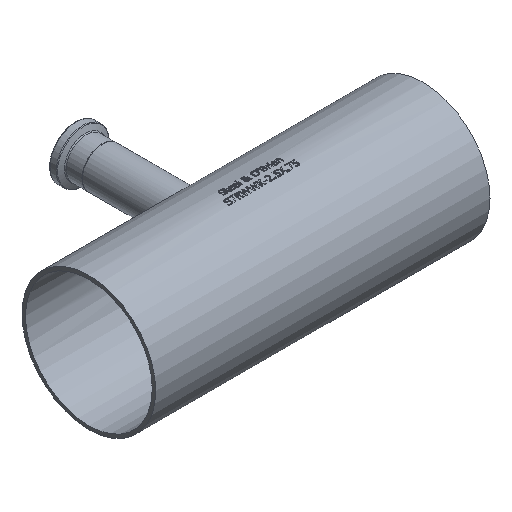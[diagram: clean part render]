
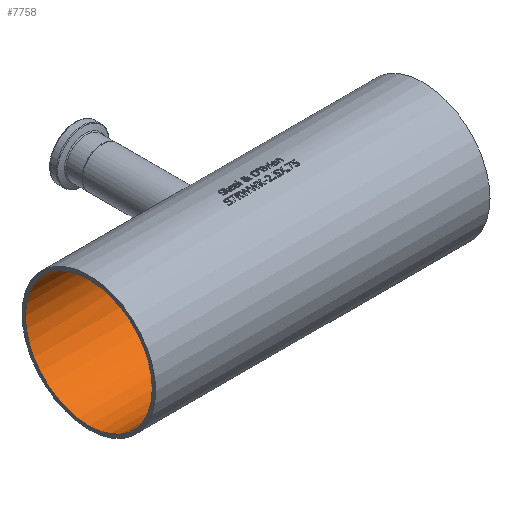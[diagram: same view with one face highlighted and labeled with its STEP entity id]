
A CAD part, isometric view. The second image highlights one B-rep face of the part: STEP entity #7758.
In plain terms, the highlighted cylindrical face has radius 30.099 mm (diameter 60.198 mm), a full revolution.
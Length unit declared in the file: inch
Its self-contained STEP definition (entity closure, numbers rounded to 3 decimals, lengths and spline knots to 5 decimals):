
#164=FACE_BOUND('',#1453,.T.);
#165=FACE_BOUND('',#1454,.T.);
#166=FACE_BOUND('',#1455,.T.);
#1453=EDGE_LOOP('',(#7217));
#1454=EDGE_LOOP('',(#7218));
#1455=EDGE_LOOP('',(#7219));
#2694=CIRCLE('',#8242,1.185);
#2695=CIRCLE('',#8243,1.185);
#3056=B_SPLINE_CURVE_WITH_KNOTS('',3,(#16768,#16769,#16770,#16771,#16772,
#16773,#16774,#16775,#16776,#16777,#16778,#16779,#16780,#16781,#16782,#16783,
#16784,#16785,#16786,#16787,#16788,#16789,#16790,#16791,#16792,#16793,#16794,
#16795,#16796,#16797,#16798,#16799,#16800,#16801),.UNSPECIFIED.,.T.,.F.,
(4,2,2,2,2,2,2,2,2,2,2,2,2,2,2,2,4),(0.,0.29813,0.59626,
0.89434,1.19241,1.49049,1.78857,2.0867,
2.38483,2.68296,2.98109,3.27916,3.57724,
3.87532,4.1734,4.47153,4.76966),
 .UNSPECIFIED.);
#3818=VERTEX_POINT('',#16767);
#3819=VERTEX_POINT('',#16803);
#3820=VERTEX_POINT('',#16805);
#4953=EDGE_CURVE('',#3818,#3818,#3056,.T.);
#4954=EDGE_CURVE('',#3819,#3819,#2694,.T.);
#4955=EDGE_CURVE('',#3820,#3820,#2695,.T.);
#7217=ORIENTED_EDGE('',*,*,#4953,.T.);
#7218=ORIENTED_EDGE('',*,*,#4954,.F.);
#7219=ORIENTED_EDGE('',*,*,#4955,.F.);
#7270=CYLINDRICAL_SURFACE('',#8241,1.185);
#7758=ADVANCED_FACE('',(#164,#165,#166),#7270,.F.);
#8241=AXIS2_PLACEMENT_3D('',#16802,#9743,#9744);
#8242=AXIS2_PLACEMENT_3D('',#16804,#9745,#9746);
#8243=AXIS2_PLACEMENT_3D('',#16806,#9747,#9748);
#9743=DIRECTION('center_axis',(-1.,0.,0.));
#9744=DIRECTION('ref_axis',(0.,0.,1.));
#9745=DIRECTION('center_axis',(1.,0.,0.));
#9746=DIRECTION('ref_axis',(0.,0.,1.));
#9747=DIRECTION('center_axis',(-1.,0.,0.));
#9748=DIRECTION('ref_axis',(0.,0.,1.));
#16767=CARTESIAN_POINT('',(0.,1.14373,0.31));
#16768=CARTESIAN_POINT('Ctrl Pts',(0.,1.14373,0.31));
#16769=CARTESIAN_POINT('Ctrl Pts',(0.03912,1.14373,
0.31));
#16770=CARTESIAN_POINT('Ctrl Pts',(0.08072,1.14595,
0.30214));
#16771=CARTESIAN_POINT('Ctrl Pts',(0.15704,1.15384,0.27045));
#16772=CARTESIAN_POINT('Ctrl Pts',(0.19178,1.15939,0.24663));
#16773=CARTESIAN_POINT('Ctrl Pts',(0.24662,1.16971,0.19178));
#16774=CARTESIAN_POINT('Ctrl Pts',(0.27045,1.17517,0.15705));
#16775=CARTESIAN_POINT('Ctrl Pts',(0.30215,1.18287,0.08072));
#16776=CARTESIAN_POINT('Ctrl Pts',(0.31,1.185,0.03912));
#16777=CARTESIAN_POINT('Ctrl Pts',(0.31,1.185,-0.03912));
#16778=CARTESIAN_POINT('Ctrl Pts',(0.30215,1.18287,-0.08072));
#16779=CARTESIAN_POINT('Ctrl Pts',(0.27045,1.17517,-0.15705));
#16780=CARTESIAN_POINT('Ctrl Pts',(0.24662,1.16971,-0.19178));
#16781=CARTESIAN_POINT('Ctrl Pts',(0.19178,1.15939,-0.24663));
#16782=CARTESIAN_POINT('Ctrl Pts',(0.15704,1.15384,-0.27045));
#16783=CARTESIAN_POINT('Ctrl Pts',(0.08072,1.14595,
-0.30214));
#16784=CARTESIAN_POINT('Ctrl Pts',(0.03912,1.14373,
-0.31));
#16785=CARTESIAN_POINT('Ctrl Pts',(-0.03912,1.14373,
-0.31));
#16786=CARTESIAN_POINT('Ctrl Pts',(-0.08072,1.14595,
-0.30214));
#16787=CARTESIAN_POINT('Ctrl Pts',(-0.15704,1.15384,
-0.27045));
#16788=CARTESIAN_POINT('Ctrl Pts',(-0.19178,1.15939,
-0.24663));
#16789=CARTESIAN_POINT('Ctrl Pts',(-0.24662,1.16971,
-0.19178));
#16790=CARTESIAN_POINT('Ctrl Pts',(-0.27045,1.17517,
-0.15705));
#16791=CARTESIAN_POINT('Ctrl Pts',(-0.30215,1.18287,
-0.08072));
#16792=CARTESIAN_POINT('Ctrl Pts',(-0.31,1.185,-0.03912));
#16793=CARTESIAN_POINT('Ctrl Pts',(-0.31,1.185,0.03912));
#16794=CARTESIAN_POINT('Ctrl Pts',(-0.30215,1.18287,
0.08072));
#16795=CARTESIAN_POINT('Ctrl Pts',(-0.27045,1.17517,
0.15705));
#16796=CARTESIAN_POINT('Ctrl Pts',(-0.24662,1.16971,
0.19178));
#16797=CARTESIAN_POINT('Ctrl Pts',(-0.19178,1.15939,
0.24663));
#16798=CARTESIAN_POINT('Ctrl Pts',(-0.15704,1.15384,
0.27045));
#16799=CARTESIAN_POINT('Ctrl Pts',(-0.08072,1.14595,
0.30214));
#16800=CARTESIAN_POINT('Ctrl Pts',(-0.03912,1.14373,
0.31));
#16801=CARTESIAN_POINT('Ctrl Pts',(0.,1.14373,0.31));
#16802=CARTESIAN_POINT('Origin',(3.125,0.,0.));
#16803=CARTESIAN_POINT('',(-3.125,0.,-1.185));
#16804=CARTESIAN_POINT('Origin',(-3.125,0.,0.));
#16805=CARTESIAN_POINT('',(3.125,0.,-1.185));
#16806=CARTESIAN_POINT('Origin',(3.125,0.,0.));
